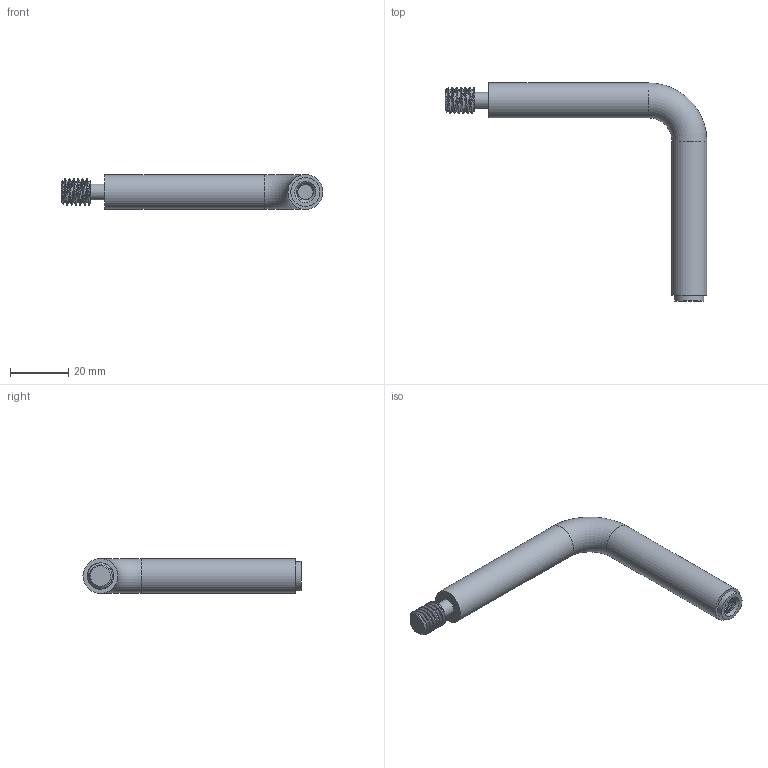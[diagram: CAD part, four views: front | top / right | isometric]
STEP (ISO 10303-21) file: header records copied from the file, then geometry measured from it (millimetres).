
FILE_DESCRIPTION(/* description */ (''),/* implementation_level */ '2;1');
FILE_NAME(/* name */ 'Verbindungsstifte_X216.stp',/* time_stamp */ '2017-07-25T10:51:34+02:00',/* author */ (''),/* organization */ (''),/* preprocessor_version */ 'ST-DEVELOPER v16',/* originating_system */ 'SIEMENS PLM Software NX 11.0',/* authorisation */ '');
FILE_SCHEMA (('AUTOMOTIVE_DESIGN { 1 0 10303 214 3 1 1 1 }'));
Length unit declared in the file: millimetre
Products named in the file (1): Goge113816A0n1gk
Bounding box: 90 x 75 x 12 mm (x, y, z)
Volume: 15547.6 mm3; surface area: 6057.5 mm2
Topology: 1 solids, 1 shells, 25 faces, 54 edges, 35 vertices
Faces by surface type: cylinder 8, plane 7, bspline 5, cone 4, torus 1
Full cylindrical faces by diameter (mm): 5.5 x1, 10 x1, 12 x2
Entity records: 6871 total; most frequent: CARTESIAN_POINT 6417, ORIENTED_EDGE 80, DIRECTION 75, EDGE_CURVE 40, AXIS2_PLACEMENT_3D 36, EDGE_LOOP 34, VERTEX_POINT 30, ADVANCED_FACE 23
